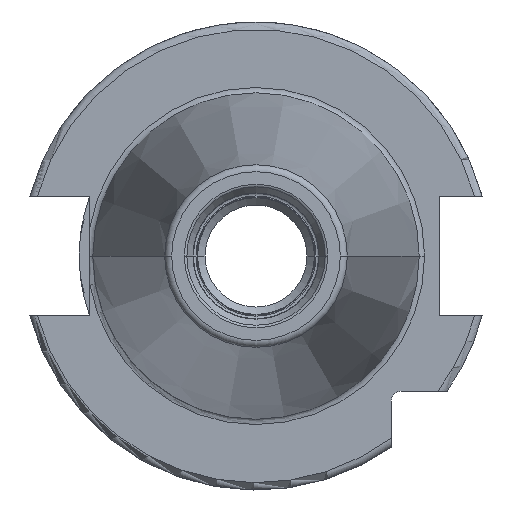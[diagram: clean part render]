
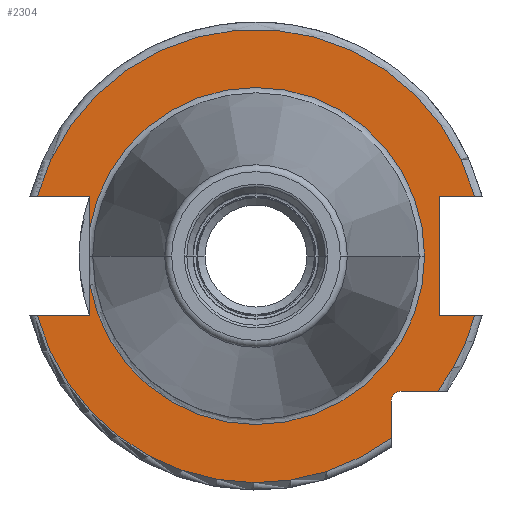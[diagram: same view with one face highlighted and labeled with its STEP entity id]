
A CAD part, left-side view. The second image highlights one B-rep face of the part: STEP entity #2304.
In plain terms, the highlighted planar face has unit normal (-1, 0, 0).
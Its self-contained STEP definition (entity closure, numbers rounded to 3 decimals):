
#117=CARTESIAN_POINT('',(3.2,0.,0.));
#118=DIRECTION('',(-1.,0.,0.));
#119=DIRECTION('',(0.,0.986,-0.168));
#120=AXIS2_PLACEMENT_3D('',#117,#118,#119);
#521=DIRECTION('',(0.,-1.,0.));
#522=VECTOR('',#521,4.99);
#523=CARTESIAN_POINT('',(3.2,-19.7,-18.35));
#524=LINE('',#523,#522);
#525=DIRECTION('',(0.,0.,1.));
#526=VECTOR('',#525,4.99);
#527=CARTESIAN_POINT('',(3.2,-18.35,-24.69));
#528=LINE('',#527,#526);
#529=CARTESIAN_POINT('',(3.2,0.,0.));
#530=DIRECTION('',(-1.,0.,0.));
#531=DIRECTION('',(0.,0.965,-0.263));
#532=AXIS2_PLACEMENT_3D('',#529,#530,#531);
#534=DIRECTION('',(0.,-1.,0.));
#535=VECTOR('',#534,7.127);
#536=CARTESIAN_POINT('',(3.2,29.677,-8.1));
#537=LINE('',#536,#535);
#538=DIRECTION('',(0.,0.,-1.));
#539=VECTOR('',#538,4.258);
#540=CARTESIAN_POINT('',(3.2,22.55,-3.842));
#541=LINE('',#540,#539);
#542=DIRECTION('',(0.,0.,-1.));
#543=VECTOR('',#542,4.258);
#544=CARTESIAN_POINT('',(3.2,22.55,8.1));
#545=LINE('',#544,#543);
#546=DIRECTION('',(0.,-1.,0.));
#547=VECTOR('',#546,7.127);
#548=CARTESIAN_POINT('',(3.2,29.677,8.1));
#549=LINE('',#548,#547);
#550=CARTESIAN_POINT('',(3.2,0.,0.));
#551=DIRECTION('',(1.,0.,0.));
#552=DIRECTION('',(0.,0.965,0.263));
#553=AXIS2_PLACEMENT_3D('',#550,#551,#552);
#555=DIRECTION('',(0.,1.,0.));
#556=VECTOR('',#555,4.827);
#557=CARTESIAN_POINT('',(3.2,-29.677,8.1));
#558=LINE('',#557,#556);
#559=DIRECTION('',(0.,0.,1.));
#560=VECTOR('',#559,16.2);
#561=CARTESIAN_POINT('',(3.2,-24.85,-8.1));
#562=LINE('',#561,#560);
#563=DIRECTION('',(0.,1.,0.));
#564=VECTOR('',#563,4.827);
#565=CARTESIAN_POINT('',(3.2,-29.677,-8.1));
#566=LINE('',#565,#564);
#567=CARTESIAN_POINT('',(3.2,0.,0.));
#568=DIRECTION('',(-1.,0.,0.));
#569=DIRECTION('',(0.,-0.803,-0.597));
#570=AXIS2_PLACEMENT_3D('',#567,#568,#569);
#581=CARTESIAN_POINT('',(3.2,-19.7,-19.7));
#582=DIRECTION('',(1.,0.,0.));
#583=DIRECTION('',(0.,1.,0.));
#584=AXIS2_PLACEMENT_3D('',#581,#582,#583);
#971=CARTESIAN_POINT('',(3.2,0.,0.));
#972=DIRECTION('',(1.,0.,0.));
#973=DIRECTION('',(0.,0.986,0.168));
#974=AXIS2_PLACEMENT_3D('',#971,#972,#973);
#1347=CARTESIAN_POINT('',(3.2,-22.875,0.));
#1349=VERTEX_POINT('',#1347);
#1483=CARTESIAN_POINT('',(3.2,29.677,8.1));
#1484=CARTESIAN_POINT('',(3.2,22.55,8.1));
#1485=VERTEX_POINT('',#1483);
#1486=VERTEX_POINT('',#1484);
#1487=CARTESIAN_POINT('',(3.2,22.55,3.842));
#1488=VERTEX_POINT('',#1487);
#1489=CARTESIAN_POINT('',(3.2,22.55,-3.842));
#1490=CARTESIAN_POINT('',(3.2,22.55,-8.1));
#1491=VERTEX_POINT('',#1489);
#1492=VERTEX_POINT('',#1490);
#1493=CARTESIAN_POINT('',(3.2,29.677,-8.1));
#1494=VERTEX_POINT('',#1493);
#1495=CARTESIAN_POINT('',(3.2,-29.677,-8.1));
#1496=CARTESIAN_POINT('',(3.2,-24.85,-8.1));
#1497=VERTEX_POINT('',#1495);
#1498=VERTEX_POINT('',#1496);
#1499=CARTESIAN_POINT('',(3.2,-24.85,8.1));
#1500=VERTEX_POINT('',#1499);
#1501=CARTESIAN_POINT('',(3.2,-29.677,8.1));
#1502=VERTEX_POINT('',#1501);
#1528=CARTESIAN_POINT('',(3.2,-18.35,-24.69));
#1529=VERTEX_POINT('',#1528);
#1536=CARTESIAN_POINT('',(3.2,-19.7,-18.35));
#1537=CARTESIAN_POINT('',(3.2,-24.69,-18.35));
#1538=VERTEX_POINT('',#1536);
#1539=VERTEX_POINT('',#1537);
#1540=CARTESIAN_POINT('',(3.2,-18.35,-19.7));
#1541=VERTEX_POINT('',#1540);
#2275=CARTESIAN_POINT('',(3.2,0.,0.));
#2276=DIRECTION('',(1.,0.,0.));
#2277=DIRECTION('',(0.,-1.,0.));
#2278=AXIS2_PLACEMENT_3D('',#2275,#2276,#2277);
#2279=PLANE('',#2278);
#2281=ORIENTED_EDGE('',*,*,#2280,.F.);
#2283=ORIENTED_EDGE('',*,*,#2282,.F.);
#2285=ORIENTED_EDGE('',*,*,#2284,.F.);
#2287=ORIENTED_EDGE('',*,*,#2286,.F.);
#2288=ORIENTED_EDGE('',*,*,#1915,.T.);
#2289=ORIENTED_EDGE('',*,*,#1770,.F.);
#2290=ORIENTED_EDGE('',*,*,#1751,.T.);
#2292=ORIENTED_EDGE('',*,*,#2291,.F.);
#2293=ORIENTED_EDGE('',*,*,#1765,.F.);
#2294=ORIENTED_EDGE('',*,*,#1834,.F.);
#2296=ORIENTED_EDGE('',*,*,#2295,.T.);
#2297=ORIENTED_EDGE('',*,*,#2254,.T.);
#2298=ORIENTED_EDGE('',*,*,#2010,.F.);
#2299=ORIENTED_EDGE('',*,*,#2030,.F.);
#2301=ORIENTED_EDGE('',*,*,#2300,.F.);
#2302=EDGE_LOOP('',(#2281,#2283,#2285,#2287,#2288,#2289,#2290,#2292,#2293,#2294,
#2296,#2297,#2298,#2299,#2301));
#2303=FACE_OUTER_BOUND('',#2302,.F.);
#2304=ADVANCED_FACE('',(#2303),#2279,.F.);
#121=CIRCLE('',#120,22.875);
#533=CIRCLE('',#532,30.763);
#554=CIRCLE('',#553,30.763);
#571=CIRCLE('',#570,30.763);
#585=CIRCLE('',#584,1.35);
#975=CIRCLE('',#974,22.875);
#1751=EDGE_CURVE('',#1491,#1349,#121,.T.);
#1765=EDGE_CURVE('',#1486,#1488,#545,.T.);
#1770=EDGE_CURVE('',#1491,#1492,#541,.T.);
#1834=EDGE_CURVE('',#1485,#1486,#549,.T.);
#1915=EDGE_CURVE('',#1494,#1492,#537,.T.);
#2010=EDGE_CURVE('',#1498,#1500,#562,.T.);
#2030=EDGE_CURVE('',#1497,#1498,#566,.T.);
#2254=EDGE_CURVE('',#1502,#1500,#558,.T.);
#2280=EDGE_CURVE('',#1538,#1539,#524,.T.);
#2282=EDGE_CURVE('',#1541,#1538,#585,.T.);
#2284=EDGE_CURVE('',#1529,#1541,#528,.T.);
#2286=EDGE_CURVE('',#1494,#1529,#533,.T.);
#2291=EDGE_CURVE('',#1488,#1349,#975,.T.);
#2295=EDGE_CURVE('',#1485,#1502,#554,.T.);
#2300=EDGE_CURVE('',#1539,#1497,#571,.T.);
